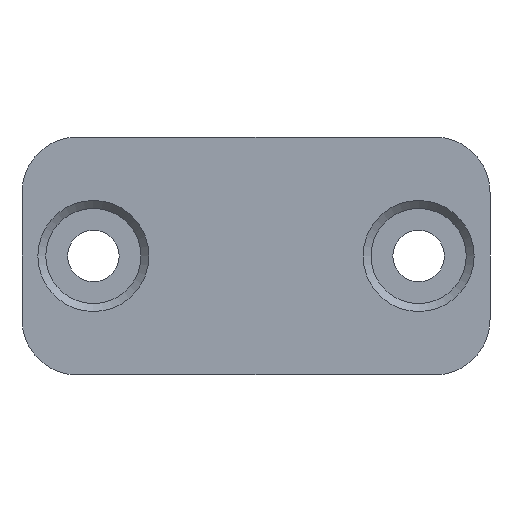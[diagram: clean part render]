
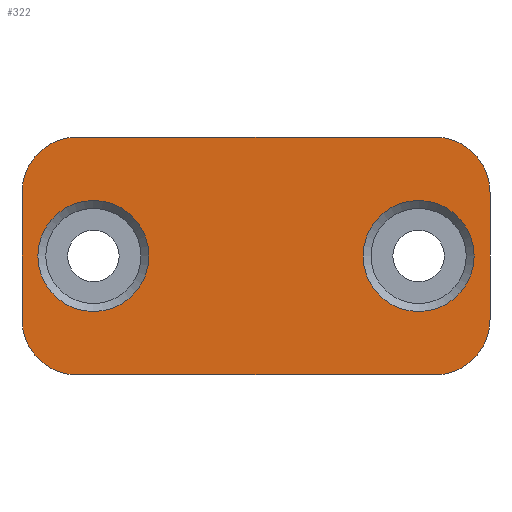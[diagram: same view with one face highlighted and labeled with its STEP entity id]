
A CAD part, front view. The second image highlights one B-rep face of the part: STEP entity #322.
In plain terms, the highlighted planar face has unit normal (0, -1, 0).
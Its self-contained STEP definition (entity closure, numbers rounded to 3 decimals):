
#27=FACE_BOUND($,#74,.T.);
#28=FACE_BOUND($,#75,.T.);
#41=PLANE($,#356);
#51=FACE_OUTER_BOUND($,#73,.T.);
#73=EDGE_LOOP($,(#264,#265,#266,#267,#268,#269,#270,#271));
#74=EDGE_LOOP($,(#272));
#75=EDGE_LOOP($,(#273));
#102=LINE($,#513,#122);
#111=LINE($,#543,#131);
#113=LINE($,#548,#133);
#114=LINE($,#550,#134);
#122=VECTOR($,#403,45.);
#131=VECTOR($,#432,45.);
#133=VECTOR($,#438,16.);
#134=VECTOR($,#441,16.);
#136=CIRCLE($,#339,7.);
#142=CIRCLE($,#348,7.);
#145=CIRCLE($,#353,7.);
#147=CIRCLE($,#357,7.);
#148=CIRCLE($,#358,7.);
#149=CIRCLE($,#359,7.);
#156=VERTEX_POINT($,#491);
#157=VERTEX_POINT($,#492);
#165=VERTEX_POINT($,#512);
#169=VERTEX_POINT($,#522);
#174=VERTEX_POINT($,#536);
#175=VERTEX_POINT($,#537);
#176=VERTEX_POINT($,#542);
#177=VERTEX_POINT($,#547);
#178=VERTEX_POINT($,#551);
#179=VERTEX_POINT($,#553);
#186=EDGE_CURVE($,#156,#157,#136,.T.);
#196=EDGE_CURVE($,#157,#165,#102,.T.);
#201=EDGE_CURVE($,#165,#169,#142,.T.);
#208=EDGE_CURVE($,#174,#175,#145,.T.);
#211=EDGE_CURVE($,#175,#176,#111,.T.);
#214=EDGE_CURVE($,#177,#156,#113,.T.);
#215=EDGE_CURVE($,#176,#177,#147,.T.);
#216=EDGE_CURVE($,#174,#169,#114,.T.);
#217=EDGE_CURVE($,#178,#178,#148,.T.);
#218=EDGE_CURVE($,#179,#179,#149,.T.);
#264=ORIENTED_EDGE($,*,*,#186,.F.);
#265=ORIENTED_EDGE($,*,*,#214,.F.);
#266=ORIENTED_EDGE($,*,*,#215,.F.);
#267=ORIENTED_EDGE($,*,*,#211,.F.);
#268=ORIENTED_EDGE($,*,*,#208,.F.);
#269=ORIENTED_EDGE($,*,*,#216,.T.);
#270=ORIENTED_EDGE($,*,*,#201,.F.);
#271=ORIENTED_EDGE($,*,*,#196,.F.);
#272=ORIENTED_EDGE($,*,*,#217,.F.);
#273=ORIENTED_EDGE($,*,*,#218,.F.);
#322=ADVANCED_FACE($,(#51,#27,#28),#41,.T.);
#339=AXIS2_PLACEMENT_3D($,#493,#385,#386);
#348=AXIS2_PLACEMENT_3D($,#523,#412,#413);
#353=AXIS2_PLACEMENT_3D($,#538,#426,#427);
#356=AXIS2_PLACEMENT_3D($,#546,#436,#437);
#357=AXIS2_PLACEMENT_3D($,#549,#439,#440);
#358=AXIS2_PLACEMENT_3D($,#552,#442,#443);
#359=AXIS2_PLACEMENT_3D($,#554,#444,#445);
#385=DIRECTION('center_axis',(0.,1.,0.));
#386=DIRECTION('ref_axis',(-0.707,0.,0.707));
#403=DIRECTION($,(1.,0.,0.));
#412=DIRECTION('center_axis',(0.,1.,0.));
#413=DIRECTION('ref_axis',(0.707,0.,0.707));
#426=DIRECTION('center_axis',(0.,1.,0.));
#427=DIRECTION('ref_axis',(0.707,0.,-0.707));
#432=DIRECTION($,(-1.,0.,0.));
#436=DIRECTION('center_axis',(0.,-1.,0.));
#437=DIRECTION('ref_axis',(1.,0.,0.));
#438=DIRECTION($,(0.,0.,1.));
#439=DIRECTION('center_axis',(0.,1.,0.));
#440=DIRECTION('ref_axis',(-0.707,0.,-0.707));
#441=DIRECTION($,(0.,0.,1.));
#442=DIRECTION('center_axis',(0.,-1.,0.));
#443=DIRECTION('ref_axis',(-1.,0.,0.));
#444=DIRECTION('center_axis',(0.,-1.,0.));
#445=DIRECTION('ref_axis',(-1.,0.,0.));
#491=CARTESIAN_POINT('',(-59.,0.,23.));
#492=CARTESIAN_POINT('',(-52.,0.,30.));
#493=CARTESIAN_POINT('Origin',(-52.,0.,23.));
#512=CARTESIAN_POINT('',(-7.,0.,30.));
#513=CARTESIAN_POINT($,(0.,0.,30.));
#522=CARTESIAN_POINT('',(0.,0.,23.));
#523=CARTESIAN_POINT('Origin',(-7.,0.,23.));
#536=CARTESIAN_POINT('',(0.,0.,7.));
#537=CARTESIAN_POINT('',(-7.,0.,0.));
#538=CARTESIAN_POINT('Origin',(-7.,0.,7.));
#542=CARTESIAN_POINT('',(-52.,0.,0.));
#543=CARTESIAN_POINT($,(0.,0.,0.));
#546=CARTESIAN_POINT('Origin',(-59.,0.,0.));
#547=CARTESIAN_POINT('',(-59.,0.,7.));
#548=CARTESIAN_POINT($,(-59.,0.,0.));
#549=CARTESIAN_POINT('Origin',(-52.,0.,7.));
#550=CARTESIAN_POINT($,(0.,0.,0.));
#551=CARTESIAN_POINT('',(-2.,0.,15.));
#552=CARTESIAN_POINT('Origin',(-9.,0.,15.));
#553=CARTESIAN_POINT('',(-43.,0.,15.));
#554=CARTESIAN_POINT('Origin',(-50.,0.,15.));
